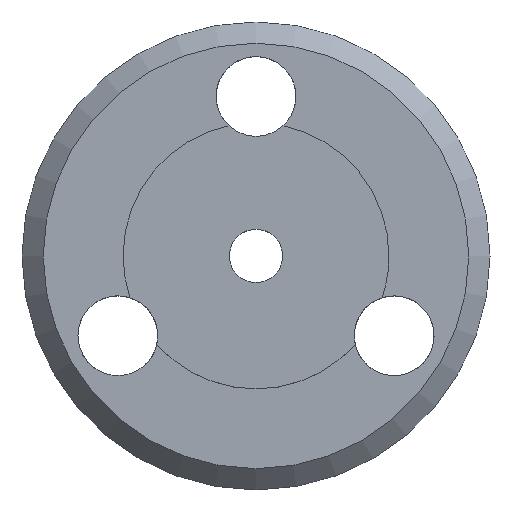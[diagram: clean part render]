
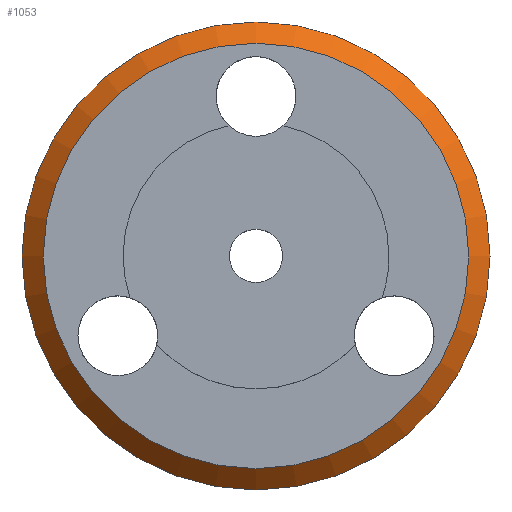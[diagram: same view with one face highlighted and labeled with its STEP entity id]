
A CAD part, top view. The second image highlights one B-rep face of the part: STEP entity #1053.
In plain terms, the highlighted conical face has half-angle 45 degrees and reference radius 8.8 mm.
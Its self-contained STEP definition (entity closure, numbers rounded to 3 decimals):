
#79 = PLANE('',#80);
#80 = AXIS2_PLACEMENT_3D('',#81,#82,#83);
#81 = CARTESIAN_POINT('',(0.,0.,3.2));
#82 = DIRECTION('',(0.,0.,-1.));
#83 = DIRECTION('',(1.,0.,0.));
#382 = EDGE_CURVE('',#383,#383,#385,.T.);
#383 = VERTEX_POINT('',#384);
#384 = CARTESIAN_POINT('',(8.,0.,3.2));
#385 = SURFACE_CURVE('',#386,(#391,#398),.PCURVE_S1.);
#386 = CIRCLE('',#387,8.);
#387 = AXIS2_PLACEMENT_3D('',#388,#389,#390);
#388 = CARTESIAN_POINT('',(0.,0.,3.2));
#389 = DIRECTION('',(0.,0.,-1.));
#390 = DIRECTION('',(1.,0.,0.));
#391 = PCURVE('',#79,#392);
#392 = DEFINITIONAL_REPRESENTATION('',(#393),#397);
#393 = CIRCLE('',#394,8.);
#394 = AXIS2_PLACEMENT_2D('',#395,#396);
#395 = CARTESIAN_POINT('',(0.,0.));
#396 = DIRECTION('',(1.,0.));
#397 = ( GEOMETRIC_REPRESENTATION_CONTEXT(2) 
PARAMETRIC_REPRESENTATION_CONTEXT() REPRESENTATION_CONTEXT('2D SPACE',''
  ) );
#398 = PCURVE('',#399,#404);
#399 = CONICAL_SURFACE('',#400,8.8,0.785);
#400 = AXIS2_PLACEMENT_3D('',#401,#402,#403);
#401 = CARTESIAN_POINT('',(0.,0.,2.4));
#402 = DIRECTION('',(0.,0.,-1.));
#403 = DIRECTION('',(1.,0.,0.));
#404 = DEFINITIONAL_REPRESENTATION('',(#405),#408);
#405 = B_SPLINE_CURVE_WITH_KNOTS('',1,(#406,#407),.UNSPECIFIED.,.F.,.F.,
  (2,2),(0.,6.283),.PIECEWISE_BEZIER_KNOTS.);
#406 = CARTESIAN_POINT('',(0.,-0.8));
#407 = CARTESIAN_POINT('',(6.283,-0.8));
#408 = ( GEOMETRIC_REPRESENTATION_CONTEXT(2) 
PARAMETRIC_REPRESENTATION_CONTEXT() REPRESENTATION_CONTEXT('2D SPACE',''
  ) );
#875 = CONICAL_SURFACE('',#876,8.,0.785);
#876 = AXIS2_PLACEMENT_3D('',#877,#878,#879);
#877 = CARTESIAN_POINT('',(0.,0.,1.6));
#878 = DIRECTION('',(0.,0.,1.));
#879 = DIRECTION('',(1.,0.,0.));
#1053 = ADVANCED_FACE('',(#1054),#399,.T.);
#1054 = FACE_BOUND('',#1055,.F.);
#1055 = EDGE_LOOP('',(#1056,#1080,#1101,#1102));
#1056 = ORIENTED_EDGE('',*,*,#1057,.T.);
#1057 = EDGE_CURVE('',#1058,#1058,#1060,.T.);
#1058 = VERTEX_POINT('',#1059);
#1059 = CARTESIAN_POINT('',(8.8,0.,2.4));
#1060 = SURFACE_CURVE('',#1061,(#1066,#1073),.PCURVE_S1.);
#1061 = CIRCLE('',#1062,8.8);
#1062 = AXIS2_PLACEMENT_3D('',#1063,#1064,#1065);
#1063 = CARTESIAN_POINT('',(0.,0.,2.4));
#1064 = DIRECTION('',(0.,0.,-1.));
#1065 = DIRECTION('',(1.,0.,0.));
#1066 = PCURVE('',#399,#1067);
#1067 = DEFINITIONAL_REPRESENTATION('',(#1068),#1072);
#1068 = LINE('',#1069,#1070);
#1069 = CARTESIAN_POINT('',(0.,-0.));
#1070 = VECTOR('',#1071,1.);
#1071 = DIRECTION('',(1.,-0.));
#1072 = ( GEOMETRIC_REPRESENTATION_CONTEXT(2) 
PARAMETRIC_REPRESENTATION_CONTEXT() REPRESENTATION_CONTEXT('2D SPACE',''
  ) );
#1073 = PCURVE('',#875,#1074);
#1074 = DEFINITIONAL_REPRESENTATION('',(#1075),#1079);
#1075 = LINE('',#1076,#1077);
#1076 = CARTESIAN_POINT('',(-0.,0.8));
#1077 = VECTOR('',#1078,1.);
#1078 = DIRECTION('',(-1.,0.));
#1079 = ( GEOMETRIC_REPRESENTATION_CONTEXT(2) 
PARAMETRIC_REPRESENTATION_CONTEXT() REPRESENTATION_CONTEXT('2D SPACE',''
  ) );
#1080 = ORIENTED_EDGE('',*,*,#1081,.T.);
#1081 = EDGE_CURVE('',#1058,#383,#1082,.T.);
#1082 = SEAM_CURVE('',#1083,(#1087,#1094),.PCURVE_S1.);
#1083 = LINE('',#1084,#1085);
#1084 = CARTESIAN_POINT('',(8.8,0.,2.4));
#1085 = VECTOR('',#1086,1.);
#1086 = DIRECTION('',(-0.707,0.,0.707)
  );
#1087 = PCURVE('',#399,#1088);
#1088 = DEFINITIONAL_REPRESENTATION('',(#1089),#1093);
#1089 = LINE('',#1090,#1091);
#1090 = CARTESIAN_POINT('',(0.,-0.));
#1091 = VECTOR('',#1092,1.);
#1092 = DIRECTION('',(0.,-1.));
#1093 = ( GEOMETRIC_REPRESENTATION_CONTEXT(2) 
PARAMETRIC_REPRESENTATION_CONTEXT() REPRESENTATION_CONTEXT('2D SPACE',''
  ) );
#1094 = PCURVE('',#399,#1095);
#1095 = DEFINITIONAL_REPRESENTATION('',(#1096),#1100);
#1096 = LINE('',#1097,#1098);
#1097 = CARTESIAN_POINT('',(6.283,-0.));
#1098 = VECTOR('',#1099,1.);
#1099 = DIRECTION('',(0.,-1.));
#1100 = ( GEOMETRIC_REPRESENTATION_CONTEXT(2) 
PARAMETRIC_REPRESENTATION_CONTEXT() REPRESENTATION_CONTEXT('2D SPACE',''
  ) );
#1101 = ORIENTED_EDGE('',*,*,#382,.F.);
#1102 = ORIENTED_EDGE('',*,*,#1081,.F.);
